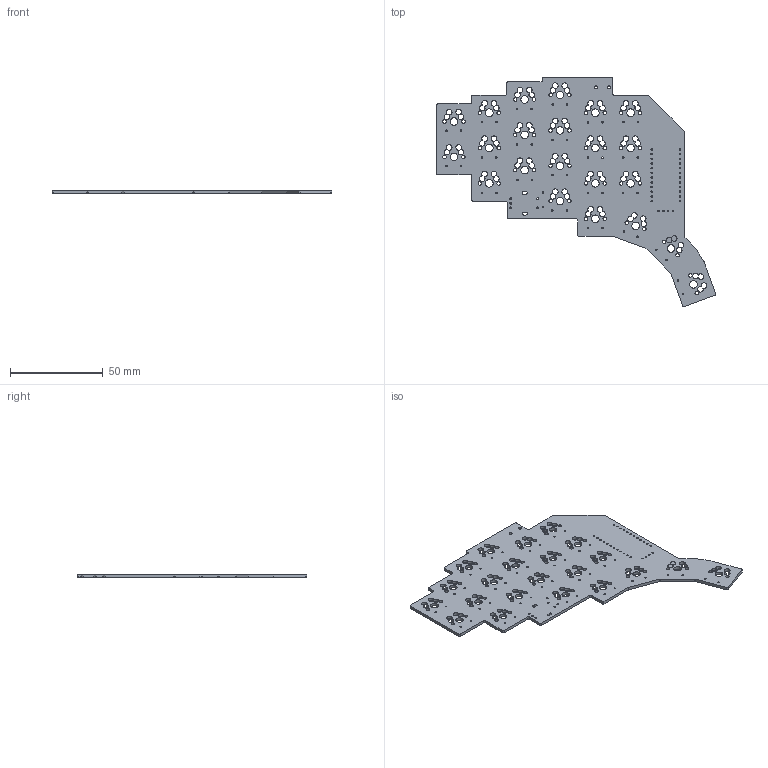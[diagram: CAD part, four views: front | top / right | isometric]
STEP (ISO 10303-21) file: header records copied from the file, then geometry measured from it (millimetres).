
FILE_DESCRIPTION(('KiCad electronic assembly'),'2;1');
FILE_NAME('keyboard.step','2022-09-12T23:27:33',('Pcbnew'),('Kicad'), 'Open CASCADE STEP processor 7.6','KiCad to STEP converter','Unknown' );
FILE_SCHEMA(('AUTOMOTIVE_DESIGN { 1 0 10303 214 1 1 1 1 }'));
Length unit declared in the file: millimetre
Products named in the file (2): keyboard 1; keyboard PCB
Assembly tree (1 placements, depth 2):
  keyboard 1
    keyboard PCB
Bounding box: 150.69 x 123.57 x 1.6 mm (x, y, z)
Volume: 14106.8 mm3; surface area: 20825.2 mm2
Topology: 1 solids, 1 shells, 384 faces, 1142 edges, 762 vertices
Faces by surface type: cylinder 348, plane 36
Full cylindrical faces by diameter (mm): 0.8 x46, 0.813 x28, 1 x5, 1.5 x2, 1.9 x44, 4.1 x22
Entity records: 28795 total; most frequent: CARTESIAN_POINT 4746, DIRECTION 4730, ORIENTED_EDGE 2284, PCURVE 2284, DEFINITIONAL_REPRESENTATION 2284, LINE 1838, VECTOR 1838, CIRCLE 1416
